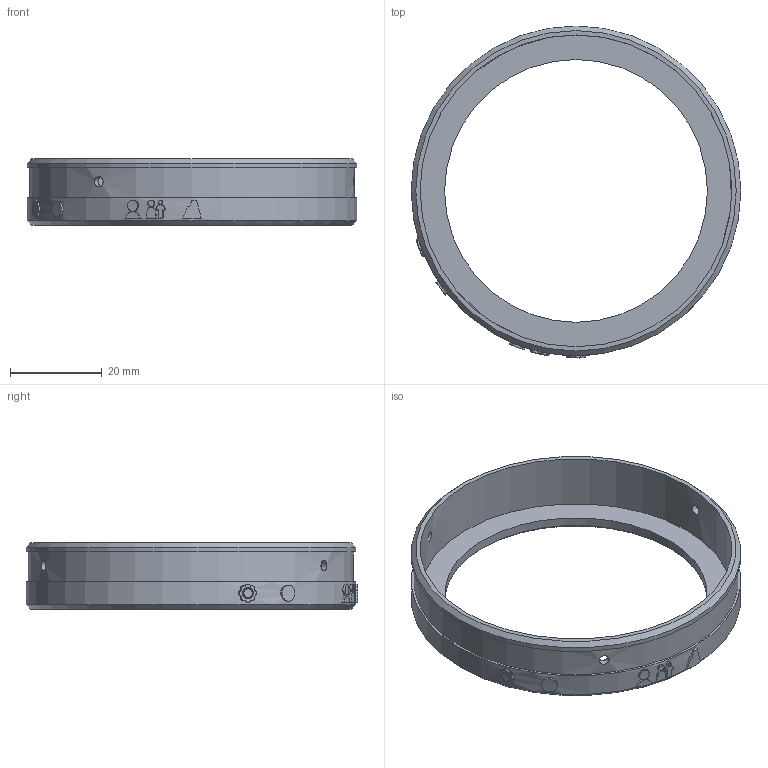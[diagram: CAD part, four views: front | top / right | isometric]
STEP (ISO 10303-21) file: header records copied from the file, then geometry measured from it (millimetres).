
FILE_DESCRIPTION(('HOOPS Exchange Step'),'2;1');
FILE_NAME('temp_export','2023-06-13T19:32:01-04:00',('gmoua'),('Shapr3D Limited'),'HOOPS Exchange 2022.2','Shapr3D','Authorized');
FILE_SCHEMA( ('AUTOMOTIVE_DESIGN { 1 0 10303 214 1 1 1 1 }') );
Length unit declared in the file: millimetre
Products named in the file (1): Focus Ring
Bounding box: 72 x 72.5 x 14.5 mm (x, y, z)
Volume: 7884.9 mm3; surface area: 9203.9 mm2
Topology: 1 solids, 1 shells, 92 faces, 243 edges, 167 vertices
Faces by surface type: cylinder 37, extrusion 30, plane 19, cone 3, bspline 3
Full cylindrical faces by diameter (mm): 0.8 x1, 1.4 x1, 2 x1, 2.25 x3, 2.4 x1, 3.5 x1, 57.4 x1, 68.1 x1, 71 x1, 72 x2
Entity records: 6273 total; most frequent: CARTESIAN_POINT 3998, ORIENTED_EDGE 486, DIRECTION 387, EDGE_CURVE 243, VERTEX_POINT 167, AXIS2_PLACEMENT_3D 138, EDGE_LOOP 114, FACE_BOUND 114
